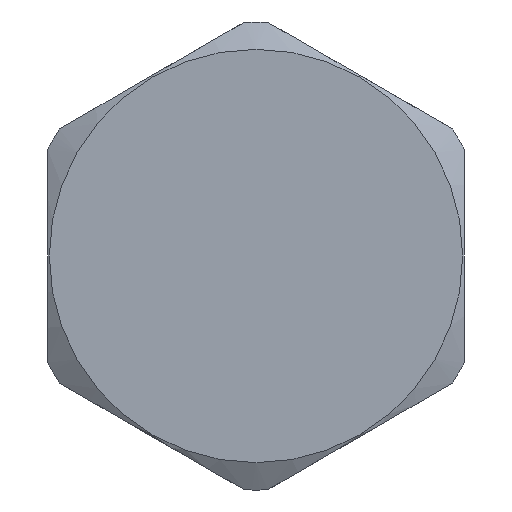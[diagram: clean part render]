
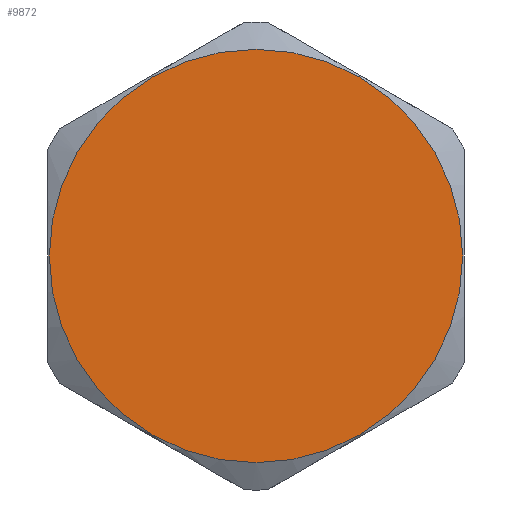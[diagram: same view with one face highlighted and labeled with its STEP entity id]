
A CAD part, left-side view. The second image highlights one B-rep face of the part: STEP entity #9872.
In plain terms, the highlighted planar face has unit normal (-1, 0, 0).
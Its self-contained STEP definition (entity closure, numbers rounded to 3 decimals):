
#46 = AXIS2_PLACEMENT_3D ( 'NONE', #6192, #1996, #6300 ) ;
#50 = VERTEX_POINT ( 'NONE', #7697 ) ;
#419 = VERTEX_POINT ( 'NONE', #7203 ) ;
#514 = AXIS2_PLACEMENT_3D ( 'NONE', #3307, #3348, #5041 ) ;
#1996 = DIRECTION ( 'NONE',  ( 1., 0., 0. ) ) ;
#2079 = DIRECTION ( 'NONE',  ( 0., -1., 0. ) ) ;
#2153 = CARTESIAN_POINT ( 'NONE',  ( 0., 0., 0. ) ) ;
#2826 = CIRCLE ( 'NONE', #6296, 9.45 ) ;
#3307 = CARTESIAN_POINT ( 'NONE',  ( 0., 0., 0. ) ) ;
#3348 = DIRECTION ( 'NONE',  ( 1., 0., 0. ) ) ;
#3386 = EDGE_CURVE ( 'NONE', #419, #50, #2826, .T. ) ;
#4682 = DIRECTION ( 'NONE',  ( 1., 0., 0. ) ) ;
#5041 = DIRECTION ( 'NONE',  ( 0., -1., 0. ) ) ;
#5885 = CIRCLE ( 'NONE', #46, 9.45 ) ;
#6192 = CARTESIAN_POINT ( 'NONE',  ( 0., 0., 0. ) ) ;
#6296 = AXIS2_PLACEMENT_3D ( 'NONE', #2153, #4682, #2079 ) ;
#6300 = DIRECTION ( 'NONE',  ( 0., -1., 0. ) ) ;
#6408 = EDGE_CURVE ( 'NONE', #50, #419, #5885, .T. ) ;
#6758 = FACE_OUTER_BOUND ( 'NONE', #9520, .T. ) ;
#7166 = ORIENTED_EDGE ( 'NONE', *, *, #3386, .F. ) ;
#7203 = CARTESIAN_POINT ( 'NONE',  ( 0., -9.45, 0. ) ) ;
#7697 = CARTESIAN_POINT ( 'NONE',  ( 0., 9.45, 0. ) ) ;
#8406 = PLANE ( 'NONE',  #514 ) ;
#9520 = EDGE_LOOP ( 'NONE', ( #7166, #10711 ) ) ;
#9872 = ADVANCED_FACE ( 'NONE', ( #6758 ), #8406, .F. ) ;
#10711 = ORIENTED_EDGE ( 'NONE', *, *, #6408, .F. ) ;
